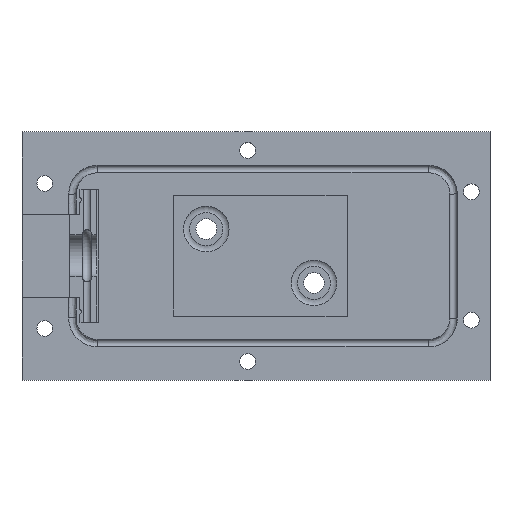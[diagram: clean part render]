
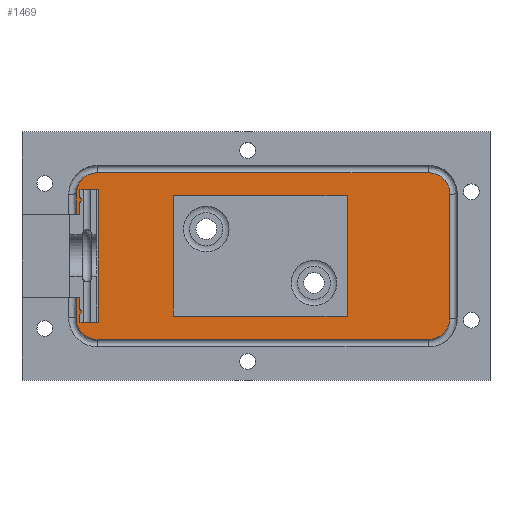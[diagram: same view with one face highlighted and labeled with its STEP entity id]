
A CAD part, top view. The second image highlights one B-rep face of the part: STEP entity #1469.
In plain terms, the highlighted planar face has unit normal (0, 0, 1).
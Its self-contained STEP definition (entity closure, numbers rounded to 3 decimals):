
#958 = VERTEX_POINT('',#959);
#959 = CARTESIAN_POINT('',(-1.706,0.339,-2.5));
#966 = EDGE_CURVE('',#958,#967,#969,.T.);
#967 = VERTEX_POINT('',#968);
#968 = CARTESIAN_POINT('',(-1.706,2.75,-2.5));
#969 = LINE('',#970,#971);
#970 = CARTESIAN_POINT('',(-1.706,0.339,-2.5));
#971 = VECTOR('',#972,1.);
#972 = DIRECTION('',(0.,1.,0.));
#1034 = EDGE_CURVE('',#1035,#958,#1037,.T.);
#1035 = VERTEX_POINT('',#1036);
#1036 = CARTESIAN_POINT('',(0.805,-2.325,-2.5));
#1037 = CIRCLE('',#1038,2.557);
#1038 = AXIS2_PLACEMENT_3D('',#1039,#1040,#1041);
#1039 = CARTESIAN_POINT('',(0.85,0.232,-2.5));
#1040 = DIRECTION('',(0.,0.,-1.));
#1041 = DIRECTION('',(1.,-0.017,
    0.));
#1065 = VERTEX_POINT('',#1066);
#1066 = CARTESIAN_POINT('',(40.806,-2.325,-2.5));
#1073 = EDGE_CURVE('',#1065,#1035,#1074,.T.);
#1074 = LINE('',#1075,#1076);
#1075 = CARTESIAN_POINT('',(40.806,-2.325,-2.5));
#1076 = VECTOR('',#1077,1.);
#1077 = DIRECTION('',(-1.,0.,0.));
#1092 = EDGE_CURVE('',#1093,#1065,#1095,.T.);
#1093 = VERTEX_POINT('',#1094);
#1094 = CARTESIAN_POINT('',(43.407,0.188,-2.5));
#1095 = CIRCLE('',#1096,2.557);
#1096 = AXIS2_PLACEMENT_3D('',#1097,#1098,#1099);
#1097 = CARTESIAN_POINT('',(40.85,0.232,-2.5));
#1098 = DIRECTION('',(0.,0.,-1.));
#1099 = DIRECTION('',(1.,-0.017,
    0.));
#1123 = VERTEX_POINT('',#1124);
#1124 = CARTESIAN_POINT('',(43.407,15.188,-2.5));
#1131 = EDGE_CURVE('',#1123,#1093,#1132,.T.);
#1132 = LINE('',#1133,#1134);
#1133 = CARTESIAN_POINT('',(43.407,15.188,-2.5));
#1134 = VECTOR('',#1135,1.);
#1135 = DIRECTION('',(0.,-1.,0.));
#1150 = EDGE_CURVE('',#1151,#1123,#1153,.T.);
#1151 = VERTEX_POINT('',#1152);
#1152 = CARTESIAN_POINT('',(40.895,17.789,-2.5));
#1153 = CIRCLE('',#1154,2.557);
#1154 = AXIS2_PLACEMENT_3D('',#1155,#1156,#1157);
#1155 = CARTESIAN_POINT('',(40.85,15.232,-2.5));
#1156 = DIRECTION('',(0.,0.,-1.));
#1157 = DIRECTION('',(1.,-0.017,
    0.));
#1181 = VERTEX_POINT('',#1182);
#1182 = CARTESIAN_POINT('',(0.895,17.789,-2.5));
#1189 = EDGE_CURVE('',#1181,#1151,#1190,.T.);
#1190 = LINE('',#1191,#1192);
#1191 = CARTESIAN_POINT('',(0.895,17.789,-2.5));
#1192 = VECTOR('',#1193,1.);
#1193 = DIRECTION('',(1.,0.,0.));
#1208 = EDGE_CURVE('',#1209,#1181,#1211,.T.);
#1209 = VERTEX_POINT('',#1210);
#1210 = CARTESIAN_POINT('',(-1.707,15.26,-2.5));
#1211 = CIRCLE('',#1212,2.557);
#1212 = AXIS2_PLACEMENT_3D('',#1213,#1214,#1215);
#1213 = CARTESIAN_POINT('',(0.85,15.232,-2.5));
#1214 = DIRECTION('',(0.,0.,-1.));
#1215 = DIRECTION('',(1.,-0.017,
    0.));
#1248 = VERTEX_POINT('',#1249);
#1249 = CARTESIAN_POINT('',(-1.707,12.75,-2.5));
#1255 = EDGE_CURVE('',#1248,#1209,#1256,.T.);
#1256 = LINE('',#1257,#1258);
#1257 = CARTESIAN_POINT('',(-1.707,15.26,-2.5));
#1258 = VECTOR('',#1259,1.);
#1259 = DIRECTION('',(0.,1.,0.));
#1425 = VERTEX_POINT('',#1426);
#1426 = CARTESIAN_POINT('',(-1.25,2.75,-2.5));
#1434 = EDGE_CURVE('',#967,#1425,#1435,.T.);
#1435 = LINE('',#1436,#1437);
#1436 = CARTESIAN_POINT('',(-2.5,2.75,-2.5));
#1437 = VECTOR('',#1438,1.);
#1438 = DIRECTION('',(1.,0.,0.));
#1469 = ADVANCED_FACE('',(#1470,#1596),#1630,.T.);
#1470 = FACE_BOUND('',#1471,.T.);
#1471 = EDGE_LOOP('',(#1472,#1482,#1490,#1498,#1507,#1516,#1522,#1523,
    #1524,#1525,#1526,#1527,#1528,#1529,#1530,#1531,#1532,#1540,#1548,
    #1557,#1566,#1574,#1582,#1590));
#1472 = ORIENTED_EDGE('',*,*,#1473,.F.);
#1473 = EDGE_CURVE('',#1474,#1476,#1478,.T.);
#1474 = VERTEX_POINT('',#1475);
#1475 = CARTESIAN_POINT('',(0.,-0.25,-2.5));
#1476 = VERTEX_POINT('',#1477);
#1477 = CARTESIAN_POINT('',(1.,-0.25,-2.5));
#1478 = LINE('',#1479,#1480);
#1479 = CARTESIAN_POINT('',(-5.375,-0.25,-2.5));
#1480 = VECTOR('',#1481,1.);
#1481 = DIRECTION('',(1.,0.,0.));
#1482 = ORIENTED_EDGE('',*,*,#1483,.F.);
#1483 = EDGE_CURVE('',#1484,#1474,#1486,.T.);
#1484 = VERTEX_POINT('',#1485);
#1485 = CARTESIAN_POINT('',(-1.25,-0.25,-2.5));
#1486 = LINE('',#1487,#1488);
#1487 = CARTESIAN_POINT('',(-2.5,-0.25,-2.5));
#1488 = VECTOR('',#1489,1.);
#1489 = DIRECTION('',(1.,0.,0.));
#1490 = ORIENTED_EDGE('',*,*,#1491,.T.);
#1491 = EDGE_CURVE('',#1484,#1492,#1494,.T.);
#1492 = VERTEX_POINT('',#1493);
#1493 = CARTESIAN_POINT('',(-1.25,0.688,-2.5));
#1494 = LINE('',#1495,#1496);
#1495 = CARTESIAN_POINT('',(-1.25,-0.5,-2.5));
#1496 = VECTOR('',#1497,1.);
#1497 = DIRECTION('',(0.,1.,0.));
#1498 = ORIENTED_EDGE('',*,*,#1499,.F.);
#1499 = EDGE_CURVE('',#1500,#1492,#1502,.T.);
#1500 = VERTEX_POINT('',#1501);
#1501 = CARTESIAN_POINT('',(-1.1,1.,-2.5));
#1502 = CIRCLE('',#1503,0.4);
#1503 = AXIS2_PLACEMENT_3D('',#1504,#1505,#1506);
#1504 = CARTESIAN_POINT('',(-1.5,1.,-2.5));
#1505 = DIRECTION('',(0.,0.,-1.));
#1506 = DIRECTION('',(1.,0.,0.));
#1507 = ORIENTED_EDGE('',*,*,#1508,.F.);
#1508 = EDGE_CURVE('',#1509,#1500,#1511,.T.);
#1509 = VERTEX_POINT('',#1510);
#1510 = CARTESIAN_POINT('',(-1.25,1.312,-2.5));
#1511 = CIRCLE('',#1512,0.4);
#1512 = AXIS2_PLACEMENT_3D('',#1513,#1514,#1515);
#1513 = CARTESIAN_POINT('',(-1.5,1.,-2.5));
#1514 = DIRECTION('',(0.,0.,-1.));
#1515 = DIRECTION('',(1.,0.,0.));
#1516 = ORIENTED_EDGE('',*,*,#1517,.T.);
#1517 = EDGE_CURVE('',#1509,#1425,#1518,.T.);
#1518 = LINE('',#1519,#1520);
#1519 = CARTESIAN_POINT('',(-1.25,-0.5,-2.5));
#1520 = VECTOR('',#1521,1.);
#1521 = DIRECTION('',(0.,1.,0.));
#1522 = ORIENTED_EDGE('',*,*,#1434,.F.);
#1523 = ORIENTED_EDGE('',*,*,#966,.F.);
#1524 = ORIENTED_EDGE('',*,*,#1034,.F.);
#1525 = ORIENTED_EDGE('',*,*,#1073,.F.);
#1526 = ORIENTED_EDGE('',*,*,#1092,.F.);
#1527 = ORIENTED_EDGE('',*,*,#1131,.F.);
#1528 = ORIENTED_EDGE('',*,*,#1150,.F.);
#1529 = ORIENTED_EDGE('',*,*,#1189,.F.);
#1530 = ORIENTED_EDGE('',*,*,#1208,.F.);
#1531 = ORIENTED_EDGE('',*,*,#1255,.F.);
#1532 = ORIENTED_EDGE('',*,*,#1533,.T.);
#1533 = EDGE_CURVE('',#1248,#1534,#1536,.T.);
#1534 = VERTEX_POINT('',#1535);
#1535 = CARTESIAN_POINT('',(-1.25,12.75,-2.5));
#1536 = LINE('',#1537,#1538);
#1537 = CARTESIAN_POINT('',(-2.5,12.75,-2.5));
#1538 = VECTOR('',#1539,1.);
#1539 = DIRECTION('',(1.,0.,0.));
#1540 = ORIENTED_EDGE('',*,*,#1541,.T.);
#1541 = EDGE_CURVE('',#1534,#1542,#1544,.T.);
#1542 = VERTEX_POINT('',#1543);
#1543 = CARTESIAN_POINT('',(-1.25,14.188,-2.5));
#1544 = LINE('',#1545,#1546);
#1545 = CARTESIAN_POINT('',(-1.25,12.75,-2.5));
#1546 = VECTOR('',#1547,1.);
#1547 = DIRECTION('',(0.,1.,0.));
#1548 = ORIENTED_EDGE('',*,*,#1549,.F.);
#1549 = EDGE_CURVE('',#1550,#1542,#1552,.T.);
#1550 = VERTEX_POINT('',#1551);
#1551 = CARTESIAN_POINT('',(-1.1,14.5,-2.5));
#1552 = CIRCLE('',#1553,0.4);
#1553 = AXIS2_PLACEMENT_3D('',#1554,#1555,#1556);
#1554 = CARTESIAN_POINT('',(-1.5,14.5,-2.5));
#1555 = DIRECTION('',(0.,0.,-1.));
#1556 = DIRECTION('',(1.,0.,0.));
#1557 = ORIENTED_EDGE('',*,*,#1558,.F.);
#1558 = EDGE_CURVE('',#1559,#1550,#1561,.T.);
#1559 = VERTEX_POINT('',#1560);
#1560 = CARTESIAN_POINT('',(-1.25,14.812,-2.5));
#1561 = CIRCLE('',#1562,0.4);
#1562 = AXIS2_PLACEMENT_3D('',#1563,#1564,#1565);
#1563 = CARTESIAN_POINT('',(-1.5,14.5,-2.5));
#1564 = DIRECTION('',(0.,0.,-1.));
#1565 = DIRECTION('',(1.,0.,0.));
#1566 = ORIENTED_EDGE('',*,*,#1567,.T.);
#1567 = EDGE_CURVE('',#1559,#1568,#1570,.T.);
#1568 = VERTEX_POINT('',#1569);
#1569 = CARTESIAN_POINT('',(-1.25,15.75,-2.5));
#1570 = LINE('',#1571,#1572);
#1571 = CARTESIAN_POINT('',(-1.25,12.75,-2.5));
#1572 = VECTOR('',#1573,1.);
#1573 = DIRECTION('',(0.,1.,0.));
#1574 = ORIENTED_EDGE('',*,*,#1575,.T.);
#1575 = EDGE_CURVE('',#1568,#1576,#1578,.T.);
#1576 = VERTEX_POINT('',#1577);
#1577 = CARTESIAN_POINT('',(0.,15.75,-2.5));
#1578 = LINE('',#1579,#1580);
#1579 = CARTESIAN_POINT('',(-2.5,15.75,-2.5));
#1580 = VECTOR('',#1581,1.);
#1581 = DIRECTION('',(1.,0.,0.));
#1582 = ORIENTED_EDGE('',*,*,#1583,.T.);
#1583 = EDGE_CURVE('',#1576,#1584,#1586,.T.);
#1584 = VERTEX_POINT('',#1585);
#1585 = CARTESIAN_POINT('',(1.,15.75,-2.5));
#1586 = LINE('',#1587,#1588);
#1587 = CARTESIAN_POINT('',(-5.375,15.75,-2.5));
#1588 = VECTOR('',#1589,1.);
#1589 = DIRECTION('',(1.,0.,0.));
#1590 = ORIENTED_EDGE('',*,*,#1591,.F.);
#1591 = EDGE_CURVE('',#1476,#1584,#1592,.T.);
#1592 = LINE('',#1593,#1594);
#1593 = CARTESIAN_POINT('',(1.,-0.25,-2.5));
#1594 = VECTOR('',#1595,1.);
#1595 = DIRECTION('',(0.,1.,0.));
#1596 = FACE_BOUND('',#1597,.T.);
#1597 = EDGE_LOOP('',(#1598,#1608,#1616,#1624));
#1598 = ORIENTED_EDGE('',*,*,#1599,.T.);
#1599 = EDGE_CURVE('',#1600,#1602,#1604,.T.);
#1600 = VERTEX_POINT('',#1601);
#1601 = CARTESIAN_POINT('',(10.,0.5,-2.5));
#1602 = VERTEX_POINT('',#1603);
#1603 = CARTESIAN_POINT('',(10.,15.,-2.5));
#1604 = LINE('',#1605,#1606);
#1605 = CARTESIAN_POINT('',(10.,0.5,-2.5));
#1606 = VECTOR('',#1607,1.);
#1607 = DIRECTION('',(0.,1.,0.));
#1608 = ORIENTED_EDGE('',*,*,#1609,.T.);
#1609 = EDGE_CURVE('',#1602,#1610,#1612,.T.);
#1610 = VERTEX_POINT('',#1611);
#1611 = CARTESIAN_POINT('',(31.,15.,-2.5));
#1612 = LINE('',#1613,#1614);
#1613 = CARTESIAN_POINT('',(10.,15.,-2.5));
#1614 = VECTOR('',#1615,1.);
#1615 = DIRECTION('',(1.,0.,0.));
#1616 = ORIENTED_EDGE('',*,*,#1617,.F.);
#1617 = EDGE_CURVE('',#1618,#1610,#1620,.T.);
#1618 = VERTEX_POINT('',#1619);
#1619 = CARTESIAN_POINT('',(31.,0.5,-2.5));
#1620 = LINE('',#1621,#1622);
#1621 = CARTESIAN_POINT('',(31.,0.5,-2.5));
#1622 = VECTOR('',#1623,1.);
#1623 = DIRECTION('',(0.,1.,0.));
#1624 = ORIENTED_EDGE('',*,*,#1625,.F.);
#1625 = EDGE_CURVE('',#1600,#1618,#1626,.T.);
#1626 = LINE('',#1627,#1628);
#1627 = CARTESIAN_POINT('',(10.,0.5,-2.5));
#1628 = VECTOR('',#1629,1.);
#1629 = DIRECTION('',(1.,0.,0.));
#1630 = PLANE('',#1631);
#1631 = AXIS2_PLACEMENT_3D('',#1632,#1633,#1634);
#1632 = CARTESIAN_POINT('',(-8.25,-7.25,-2.5));
#1633 = DIRECTION('',(0.,0.,1.));
#1634 = DIRECTION('',(1.,0.,0.));
